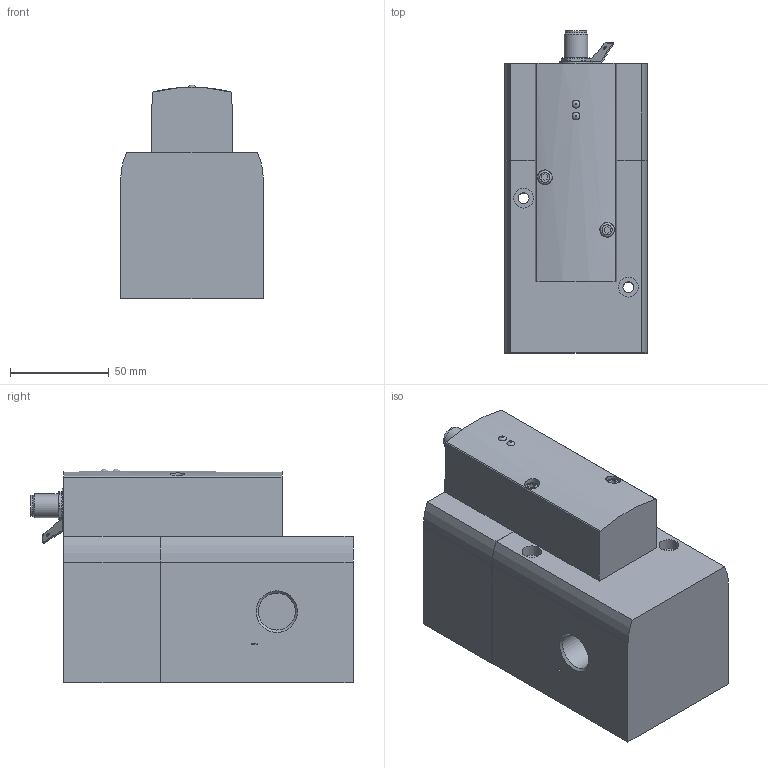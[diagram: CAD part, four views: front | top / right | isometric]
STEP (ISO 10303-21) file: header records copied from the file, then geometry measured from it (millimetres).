
FILE_DESCRIPTION(/* description */ ('STEP AP214'),/* implementation_level */ '2;1');
FILE_NAME(/* name */ '8024266_VPPM-12L-L-1-G12-0L10H-LK-S1',/* time_stamp */ '2024-09-10T14:49:56+02:00',/* author */ ('License CC BY-ND 4.0'),/* organization */ ('CADENAS'),/* preprocessor_version */ 'ST-DEVELOPER v19.3',/* originating_system */ 'PARTsolutions',/* authorisation */ ' ');
FILE_SCHEMA (('AUTOMOTIVE_DESIGN {1 0 10303 214 3 1 1}'));
Length unit declared in the file: millimetre
Products named in the file (1): 8024266 VPPM-12L-L-1-G12-0L10H-LK-S1
Bounding box: 72 x 162.8 x 108.01 mm (x, y, z)
Volume: 899562.5 mm3; surface area: 75701.3 mm2
Topology: 1 solids, 2 shells, 210 faces, 489 edges, 319 vertices
Faces by surface type: plane 131, cylinder 48, cone 23, torus 8
Full cylindrical faces by diameter (mm): 1 x5, 1.8 x1, 5.5 x2, 7.5 x2, 8.3 x1, 10 x2, 10.773 x1, 11 x4, 12 x2, 12.3 x1, 18.631 x3, 64.05 x1, 70 x1
Entity records: 7210 total; most frequent: CARTESIAN_POINT 1067, DIRECTION 956, ORIENTED_EDGE 866, EDGE_CURVE 433, AXIS2_PLACEMENT_3D 340, VERTEX_POINT 310, FACE_BOUND 303, EDGE_LOOP 301
